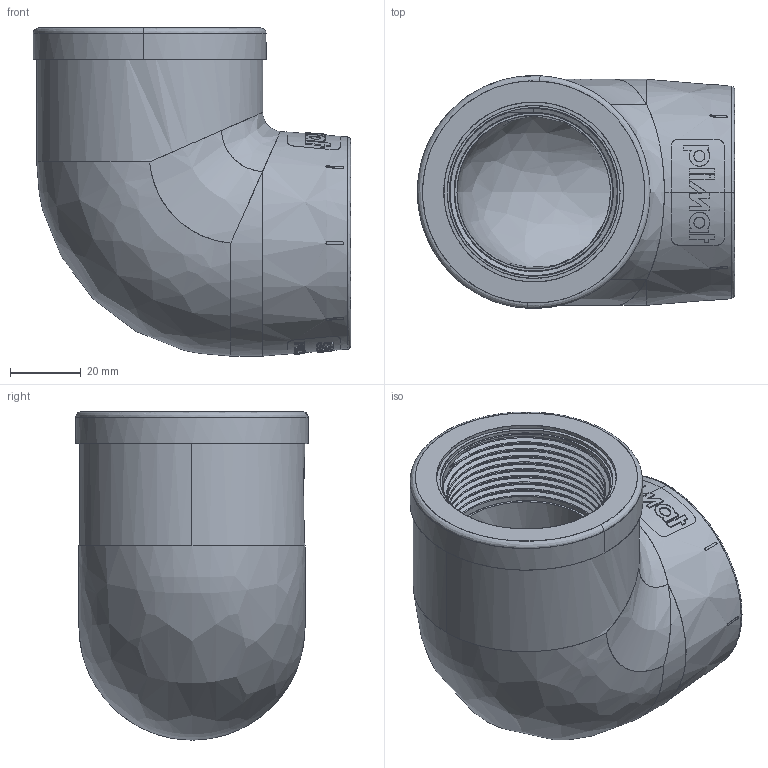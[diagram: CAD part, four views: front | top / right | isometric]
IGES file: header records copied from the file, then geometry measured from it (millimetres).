
Start section: SolidWorks IGES file using NURBS representation for surfaces
Global section: file name: 01111002013.IGS; native system: SolidWorks 2021; preprocessor: SolidWorks 2021; author: DMorais; date: 220527.103713; units: millimetre
Bounding box: 90 x 65.94 x 93.05 mm (x, y, z)
Surface area: 43641.4 mm2 (no closed solid volume)
Topology: 0 solids, 0 shells, 386 faces, 6076 edges, 6074 vertices
Faces by surface type: bspline 386
